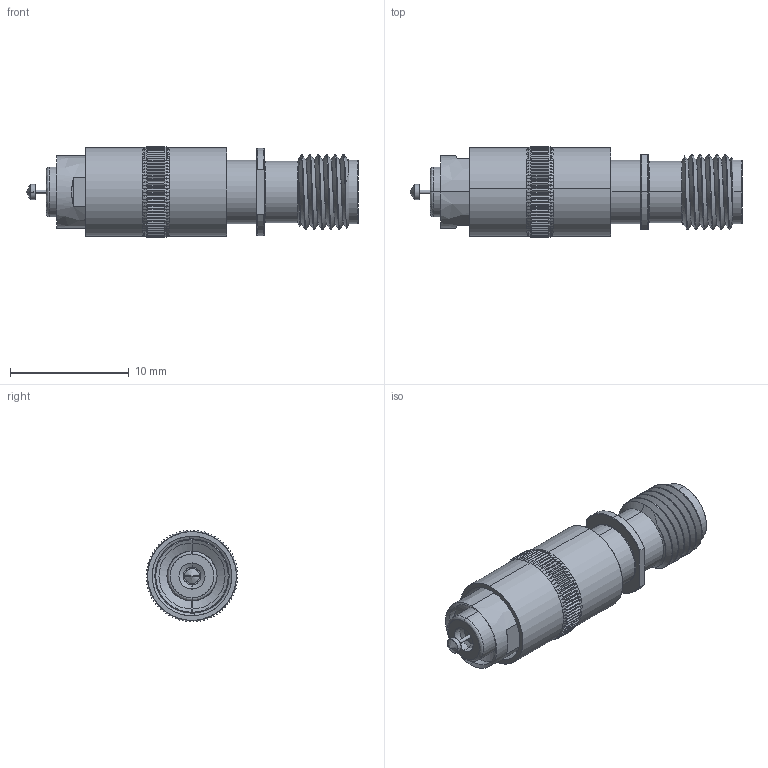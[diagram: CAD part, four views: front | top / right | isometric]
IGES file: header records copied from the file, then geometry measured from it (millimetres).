
Start section: SolidWorks IGES file using analytic representation for surfaces
Global section: file name: CSP-30ES-013.IGS; native system: SolidWorks 2015; preprocessor: SolidWorks 2015; author: pyun; date: 170621.082354; units: inch
Bounding box: 27.95 x 7.71 x 7.71 mm (x, y, z)
Surface area: 2139.7 mm2 (no closed solid volume)
Topology: 0 solids, 0 shells, 513 faces, 4327 edges, 4329 vertices
Faces by surface type: revolution 289, bspline 224
